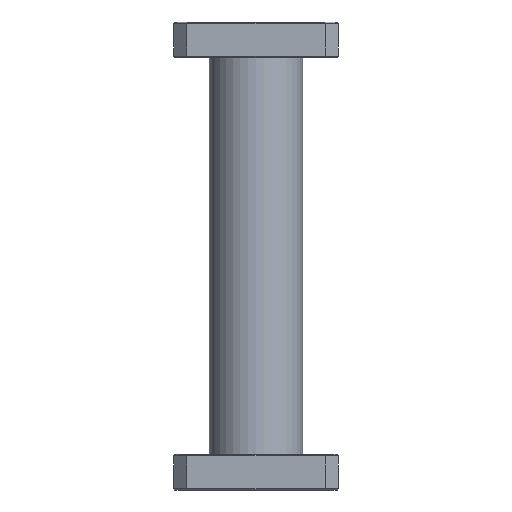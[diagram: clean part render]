
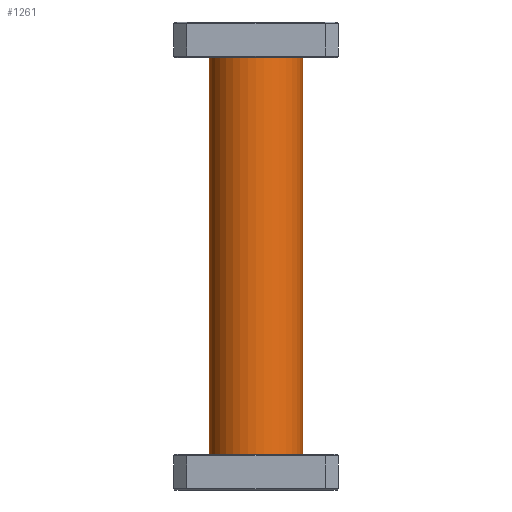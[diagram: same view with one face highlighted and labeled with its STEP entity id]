
A CAD part, front view. The second image highlights one B-rep face of the part: STEP entity #1261.
In plain terms, the highlighted cylindrical face has radius 6.35 mm (diameter 12.7 mm), a partial arc.
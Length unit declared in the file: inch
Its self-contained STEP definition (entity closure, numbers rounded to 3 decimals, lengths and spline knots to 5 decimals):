
#5 = DIRECTION ( 'NONE',  ( -1., 0., 0. ) ) ;
#12 = AXIS2_PLACEMENT_3D ( 'NONE', #540, #1022, #1748 ) ;
#126 = VECTOR ( 'NONE', #661, 39.37008 ) ;
#178 = CARTESIAN_POINT ( 'NONE',  ( -0.25, 0., -2.31 ) ) ;
#226 = DIRECTION ( 'NONE',  ( 0., 0., -1. ) ) ;
#425 = DIRECTION ( 'NONE',  ( -1., 0., 0. ) ) ;
#540 = CARTESIAN_POINT ( 'NONE',  ( 0., 0., -2.31 ) ) ;
#590 = CARTESIAN_POINT ( 'NONE',  ( 0., 0., -0.19 ) ) ;
#599 = LINE ( 'NONE', #178, #126 ) ;
#605 = ORIENTED_EDGE ( 'NONE', *, *, #1420, .F. ) ;
#661 = DIRECTION ( 'NONE',  ( 0., 0., 1. ) ) ;
#679 = EDGE_CURVE ( 'NONE', #1786, #1716, #1462, .T. ) ;
#947 = EDGE_CURVE ( 'NONE', #1786, #1505, #2012, .T. ) ;
#993 = EDGE_CURVE ( 'NONE', #1716, #1469, #2091, .T. ) ;
#1022 = DIRECTION ( 'NONE',  ( 0., 0., 1. ) ) ;
#1057 = EDGE_LOOP ( 'NONE', ( #605, #2116, #1114, #1121 ) ) ;
#1075 = CARTESIAN_POINT ( 'NONE',  ( 0.25, 0., -2.31 ) ) ;
#1114 = ORIENTED_EDGE ( 'NONE', *, *, #679, .T. ) ;
#1121 = ORIENTED_EDGE ( 'NONE', *, *, #993, .T. ) ;
#1158 = CARTESIAN_POINT ( 'NONE',  ( -0.25, 0., -2.31 ) ) ;
#1261 = ADVANCED_FACE ( 'NONE', ( #2332 ), #1427, .T. ) ;
#1334 = CARTESIAN_POINT ( 'NONE',  ( -0.25, 0., -0.19 ) ) ;
#1420 = EDGE_CURVE ( 'NONE', #1505, #1469, #599, .T. ) ;
#1427 = CYLINDRICAL_SURFACE ( 'NONE', #12, 0.25 ) ;
#1433 = VECTOR ( 'NONE', #2029, 39.37008 ) ;
#1462 = LINE ( 'NONE', #1679, #1433 ) ;
#1469 = VERTEX_POINT ( 'NONE', #1334 ) ;
#1505 = VERTEX_POINT ( 'NONE', #1158 ) ;
#1517 = AXIS2_PLACEMENT_3D ( 'NONE', #1668, #1658, #5 ) ;
#1658 = DIRECTION ( 'NONE',  ( 0., 0., -1. ) ) ;
#1668 = CARTESIAN_POINT ( 'NONE',  ( 0., 0., -2.31 ) ) ;
#1679 = CARTESIAN_POINT ( 'NONE',  ( 0.25, 0., -2.31 ) ) ;
#1716 = VERTEX_POINT ( 'NONE', #1981 ) ;
#1748 = DIRECTION ( 'NONE',  ( 1., 0., 0. ) ) ;
#1786 = VERTEX_POINT ( 'NONE', #1075 ) ;
#1981 = CARTESIAN_POINT ( 'NONE',  ( 0.25, 0., -0.19 ) ) ;
#2012 = CIRCLE ( 'NONE', #1517, 0.25 ) ;
#2029 = DIRECTION ( 'NONE',  ( 0., 0., 1. ) ) ;
#2091 = CIRCLE ( 'NONE', #2128, 0.25 ) ;
#2116 = ORIENTED_EDGE ( 'NONE', *, *, #947, .F. ) ;
#2128 = AXIS2_PLACEMENT_3D ( 'NONE', #590, #226, #425 ) ;
#2332 = FACE_OUTER_BOUND ( 'NONE', #1057, .T. ) ;
